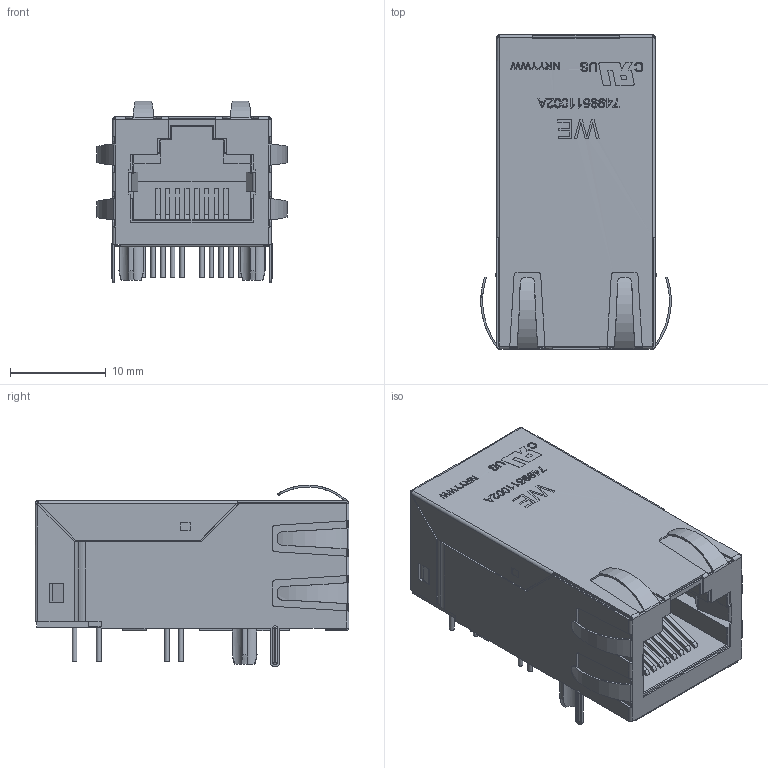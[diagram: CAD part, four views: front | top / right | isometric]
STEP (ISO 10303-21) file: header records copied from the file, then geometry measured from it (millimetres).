
FILE_DESCRIPTION(/* description */ ('Unknown'),/* implementation_level */ '2;1');
FILE_NAME(/* name */ 'T_Wurth_WE-RJ45LAN_7499511002A',/* time_stamp */ '2025-08-21T16:09:05+08:00',/* author */ ('Unknown'),/* organization */ ('Unknown'),/* preprocessor_version */ 'ST-DEVELOPER v19.4',/* originating_system */ 'Solid Edge',/* authorisation */ 'Unknown');
FILE_SCHEMA (('AUTOMOTIVE_DESIGN {1 0 10303 214 3 1 1}'));
Length unit declared in the file: millimetre
Products named in the file (2): T_Wurth_WE-RJ45LAN_7499511002A
Assembly tree (1 placements, depth 2):
  T_Wurth_WE-RJ45LAN_7499511002A
    T_Wurth_WE-RJ45LAN_7499511002A
Bounding box: 19.88 x 32.8 x 19.01 mm (x, y, z)
Volume: 6032.6 mm3; surface area: 4982.1 mm2
Topology: 1 solids, 1 shells, 806 faces, 2178 edges, 1397 vertices
Faces by surface type: plane 540, cylinder 197, bspline 40, sphere 13, cone 8, torus 8
Full cylindrical faces by diameter (mm): 0.5 x16
Entity records: 31794 total; most frequent: CARTESIAN_POINT 6574, ORIENTED_EDGE 4288, DIRECTION 3659, EDGE_CURVE 2144, VERTEX_POINT 1397, LINE 1279, VECTOR 1279, AXIS2_PLACEMENT_3D 1190
